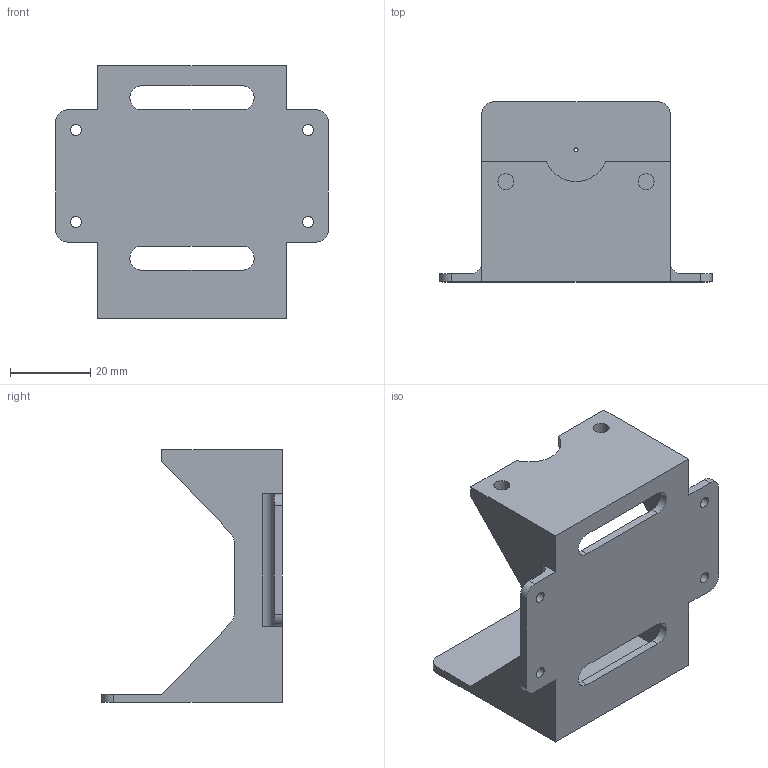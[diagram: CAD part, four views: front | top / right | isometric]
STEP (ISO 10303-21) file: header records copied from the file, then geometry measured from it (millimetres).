
FILE_DESCRIPTION (( 'STEP AP214' ), '1' );
FILE_NAME ('Base Frame.STEP', '2025-11-17T18:30:36', ( '' ), ( '' ), 'SwSTEP 2.0', 'SolidWorks 2025', '' );
FILE_SCHEMA (( 'AUTOMOTIVE_DESIGN' ));
Length unit declared in the file: millimetre
Products named in the file (1): Base Frame
Bounding box: 68 x 45 x 63 mm (x, y, z)
Volume: 18291.4 mm3; surface area: 17588.8 mm2
Topology: 1 solids, 1 shells, 66 faces, 190 edges, 126 vertices
Faces by surface type: cylinder 35, plane 31
Entity records: 2247 total; most frequent: DIRECTION 394, CARTESIAN_POINT 383, ORIENTED_EDGE 380, EDGE_CURVE 190, AXIS2_PLACEMENT_3D 137, VERTEX_POINT 126, LINE 120, VECTOR 120
